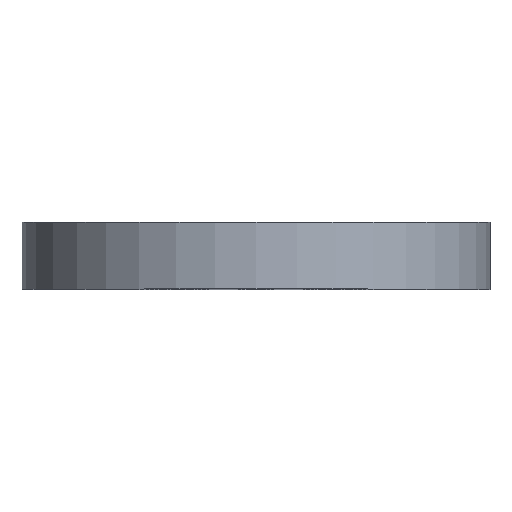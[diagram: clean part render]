
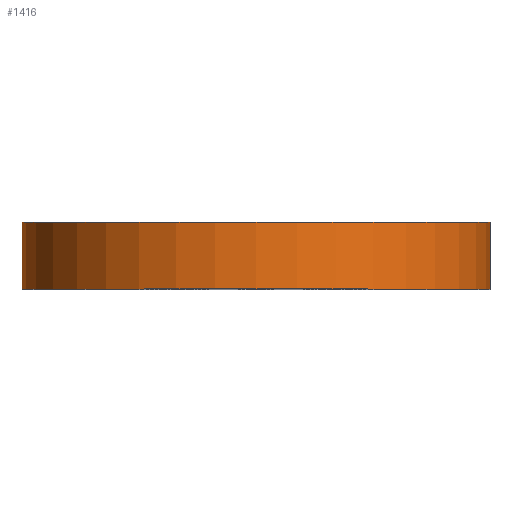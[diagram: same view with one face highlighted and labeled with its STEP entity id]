
A CAD part, top view. The second image highlights one B-rep face of the part: STEP entity #1416.
In plain terms, the highlighted cylindrical face has radius 44.45 mm (diameter 88.9 mm), a partial arc.
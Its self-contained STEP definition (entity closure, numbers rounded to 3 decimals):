
#94 = EDGE_CURVE ( 'NONE', #827, #2400, #1696, .T. ) ;
#129 = CARTESIAN_POINT ( 'NONE',  ( 88.9, 12.7, 60. ) ) ;
#361 = CARTESIAN_POINT ( 'NONE',  ( 0., 12.7, 60. ) ) ;
#389 = DIRECTION ( 'NONE',  ( 0., -1., 0. ) ) ;
#521 = CARTESIAN_POINT ( 'NONE',  ( 88.9, 12.7, 60. ) ) ;
#522 = AXIS2_PLACEMENT_3D ( 'NONE', #2116, #1527, #1205 ) ;
#528 = DIRECTION ( 'NONE',  ( 0., 0., 1. ) ) ;
#537 = EDGE_CURVE ( 'NONE', #1733, #2400, #1229, .T. ) ;
#725 = DIRECTION ( 'NONE',  ( 0., 1., 0. ) ) ;
#765 = CARTESIAN_POINT ( 'NONE',  ( 44.45, 0., 60. ) ) ;
#788 = ORIENTED_EDGE ( 'NONE', *, *, #1313, .F. ) ;
#792 = CARTESIAN_POINT ( 'NONE',  ( 88.9, 0., 60. ) ) ;
#827 = VERTEX_POINT ( 'NONE', #129 ) ;
#982 = AXIS2_PLACEMENT_3D ( 'NONE', #765, #725, #1917 ) ;
#1000 = ORIENTED_EDGE ( 'NONE', *, *, #94, .F. ) ;
#1060 = VECTOR ( 'NONE', #2476, 1000. ) ;
#1082 = ORIENTED_EDGE ( 'NONE', *, *, #1369, .T. ) ;
#1123 = DIRECTION ( 'NONE',  ( 0., 1., 0. ) ) ;
#1205 = DIRECTION ( 'NONE',  ( 0., 0., -1. ) ) ;
#1229 = CIRCLE ( 'NONE', #982, 44.45 ) ;
#1232 = EDGE_LOOP ( 'NONE', ( #2504, #1000, #788, #1082 ) ) ;
#1288 = CARTESIAN_POINT ( 'NONE',  ( 44.45, 12.7, 60. ) ) ;
#1313 = EDGE_CURVE ( 'NONE', #1885, #827, #1878, .T. ) ;
#1369 = EDGE_CURVE ( 'NONE', #1885, #1733, #2098, .T. ) ;
#1416 = ADVANCED_FACE ( 'NONE', ( #2158 ), #1970, .T. ) ;
#1527 = DIRECTION ( 'NONE',  ( 0., -1., 0. ) ) ;
#1633 = VECTOR ( 'NONE', #389, 1000. ) ;
#1696 = LINE ( 'NONE', #521, #1060 ) ;
#1733 = VERTEX_POINT ( 'NONE', #2191 ) ;
#1755 = AXIS2_PLACEMENT_3D ( 'NONE', #1288, #1123, #528 ) ;
#1826 = CARTESIAN_POINT ( 'NONE',  ( 0., 12.7, 60. ) ) ;
#1878 = CIRCLE ( 'NONE', #1755, 44.45 ) ;
#1885 = VERTEX_POINT ( 'NONE', #1826 ) ;
#1917 = DIRECTION ( 'NONE',  ( 0., 0., 1. ) ) ;
#1970 = CYLINDRICAL_SURFACE ( 'NONE', #522, 44.45 ) ;
#2098 = LINE ( 'NONE', #361, #1633 ) ;
#2116 = CARTESIAN_POINT ( 'NONE',  ( 44.45, 12.7, 60. ) ) ;
#2158 = FACE_OUTER_BOUND ( 'NONE', #1232, .T. ) ;
#2191 = CARTESIAN_POINT ( 'NONE',  ( 0., 0., 60. ) ) ;
#2400 = VERTEX_POINT ( 'NONE', #792 ) ;
#2476 = DIRECTION ( 'NONE',  ( 0., -1., 0. ) ) ;
#2504 = ORIENTED_EDGE ( 'NONE', *, *, #537, .T. ) ;
